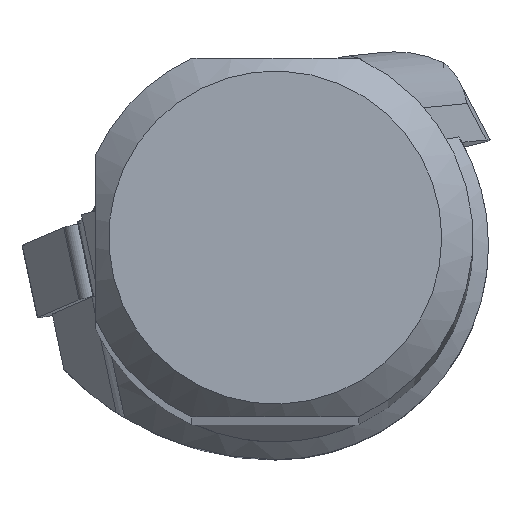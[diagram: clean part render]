
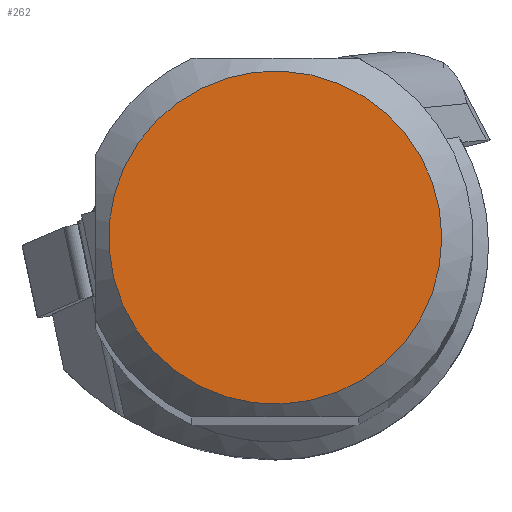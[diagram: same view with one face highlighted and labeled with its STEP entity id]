
A CAD part, top view. The second image highlights one B-rep face of the part: STEP entity #262.
In plain terms, the highlighted planar face has unit normal (0, 0, 1).
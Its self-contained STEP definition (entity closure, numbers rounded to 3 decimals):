
#184=FACE_OUTER_BOUND('',#651,.T.);
#262=ADVANCED_FACE('CU_SU_BP3',(#184),#326,.T.);
#326=PLANE('',#1705);
#651=EDGE_LOOP('',(#883));
#883=ORIENTED_EDGE('',*,*,#1403,.T.);
#1229=VERTEX_POINT('',#2569);
#1403=EDGE_CURVE('',#1229,#1229,#1526,.T.);
#1526=CIRCLE('',#1704,10.691);
#1704=AXIS2_PLACEMENT_3D('',#2568,#2005,#2006);
#1705=AXIS2_PLACEMENT_3D('',#2570,#2007,#2008);
#2005=DIRECTION('',(0.,0.,1.));
#2006=DIRECTION('',(1.,0.,0.));
#2007=DIRECTION('',(0.,0.,1.));
#2008=DIRECTION('',(1.,0.,0.));
#2568=CARTESIAN_POINT('',(0.,0.,0.));
#2569=CARTESIAN_POINT('',(10.691,0.,0.));
#2570=CARTESIAN_POINT('',(0.,0.,0.));
